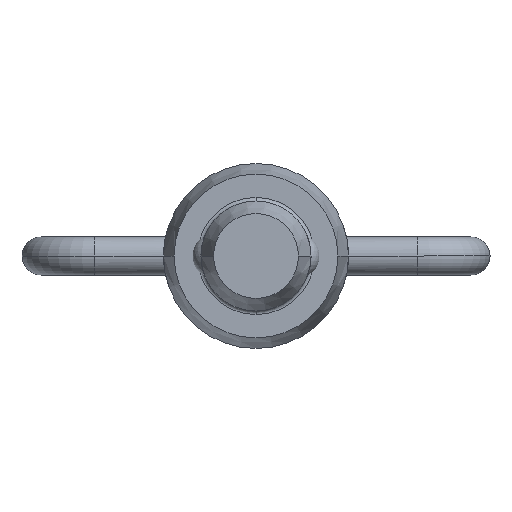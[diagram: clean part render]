
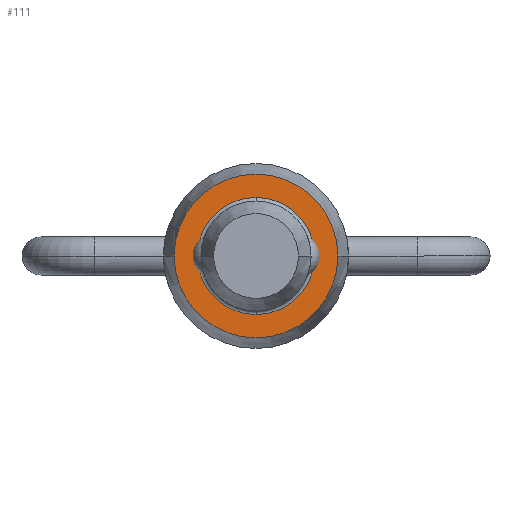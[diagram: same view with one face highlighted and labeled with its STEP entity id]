
A CAD part, front view. The second image highlights one B-rep face of the part: STEP entity #111.
In plain terms, the highlighted planar face has unit normal (0, -1, 0).
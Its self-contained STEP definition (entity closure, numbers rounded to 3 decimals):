
#111=ADVANCED_FACE('',(#234,#235),#236,.T.);
#234=FACE_OUTER_BOUND('',#367,.T.);
#235=FACE_BOUND('',#368,.T.);
#236=PLANE('',#369);
#367=EDGE_LOOP('',(#639,#640));
#368=EDGE_LOOP('',(#641,#642,#643));
#369=AXIS2_PLACEMENT_3D('',#644,#645,#646);
#639=ORIENTED_EDGE('',*,*,#893,.T.);
#640=ORIENTED_EDGE('',*,*,#894,.T.);
#641=ORIENTED_EDGE('',*,*,#802,.T.);
#642=ORIENTED_EDGE('',*,*,#895,.T.);
#643=ORIENTED_EDGE('',*,*,#803,.T.);
#644=CARTESIAN_POINT('',(-4.355,0.0,0.0));
#645=DIRECTION('',(0.,-1.0,0.0));
#646=DIRECTION('',(1.0,0.,0.0));
#802=EDGE_CURVE('',#955,#953,#956,.T.);
#803=EDGE_CURVE('',#957,#955,#958,.T.);
#893=EDGE_CURVE('',#1091,#1092,#1093,.T.);
#894=EDGE_CURVE('',#1092,#1091,#1094,.T.);
#895=EDGE_CURVE('',#953,#957,#1095,.T.);
#953=VERTEX_POINT('',#1158);
#955=VERTEX_POINT('',#1160);
#956=CIRCLE('',#1161,3.375);
#957=VERTEX_POINT('',#1162);
#958=CIRCLE('',#1163,3.375);
#1091=VERTEX_POINT('',#1490);
#1092=VERTEX_POINT('',#1491);
#1093=CIRCLE('',#1492,4.722);
#1094=CIRCLE('',#1493,4.722);
#1095=CIRCLE('',#1494,3.375);
#1158=CARTESIAN_POINT('',(0.,0.,3.375));
#1160=CARTESIAN_POINT('',(-3.375,0.0,0.0));
#1161=AXIS2_PLACEMENT_3D('',#1571,#1572,#1573);
#1162=CARTESIAN_POINT('',(0.,0.,-3.375));
#1163=AXIS2_PLACEMENT_3D('',#1574,#1575,#1576);
#1490=CARTESIAN_POINT('',(-4.722,0.0,0.0));
#1491=CARTESIAN_POINT('',(4.722,0.,0.));
#1492=AXIS2_PLACEMENT_3D('',#1701,#1702,#1703);
#1493=AXIS2_PLACEMENT_3D('',#1704,#1705,#1706);
#1494=AXIS2_PLACEMENT_3D('',#1707,#1708,#1709);
#1571=CARTESIAN_POINT('',(0.,0.0,0.0));
#1572=DIRECTION('',(0.,1.0,0.0));
#1573=DIRECTION('',(-1.0,0.,0.0));
#1574=CARTESIAN_POINT('',(0.,0.0,0.0));
#1575=DIRECTION('',(0.,1.0,0.0));
#1576=DIRECTION('',(-1.0,0.,0.0));
#1701=CARTESIAN_POINT('',(0.,0.0,0.));
#1702=DIRECTION('',(0.,-1.0,0.0));
#1703=DIRECTION('',(-1.0,0.,0.0));
#1704=CARTESIAN_POINT('',(0.,0.0,0.));
#1705=DIRECTION('',(0.,-1.0,0.0));
#1706=DIRECTION('',(-1.0,0.,0.0));
#1707=CARTESIAN_POINT('',(0.,0.0,0.0));
#1708=DIRECTION('',(0.,1.0,0.0));
#1709=DIRECTION('',(-1.0,0.,0.0));
